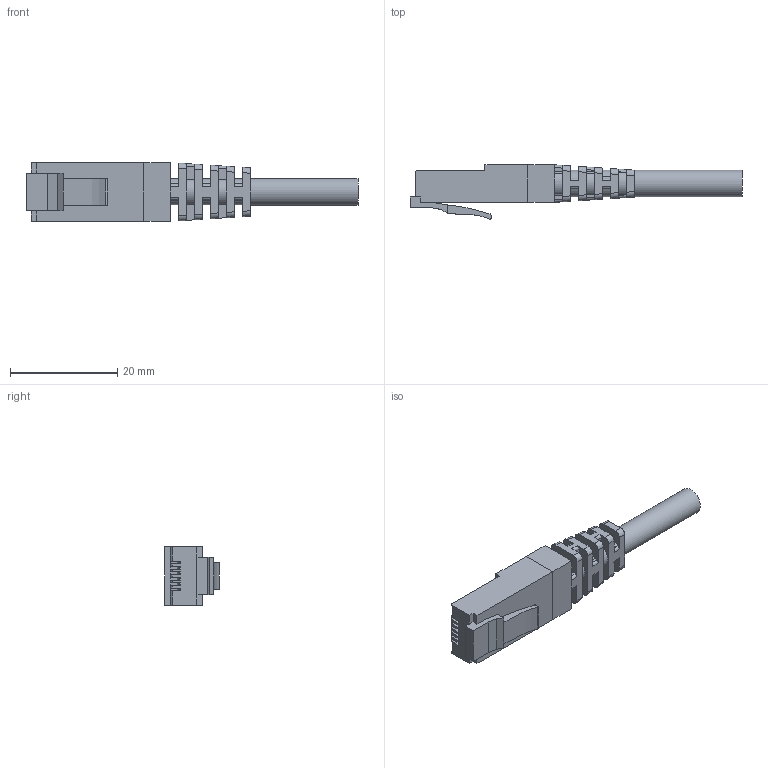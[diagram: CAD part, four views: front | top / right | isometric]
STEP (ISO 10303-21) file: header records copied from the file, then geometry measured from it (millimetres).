
FILE_DESCRIPTION(/* description */ (''),/* implementation_level */ '2;1');
FILE_NAME(/* name */ 'ethernet_assem(Step_ap214)_v2.step',/* time_stamp */ '2023-01-15T11:57:00-08:00',/* author */ (''),/* organization */ (''),/* preprocessor_version */ 'ST-DEVELOPER v19.2',/* originating_system */ 'Autodesk Translation Framework v11.17.0.187',/* authorisation */ '');
FILE_SCHEMA (('AUTOMOTIVE_DESIGN { 1 0 10303 214 3 1 1 }'));
Length unit declared in the file: millimetre
Products named in the file (4): ethernet_assem(Step_ap214); male_main_head_Varsaylan; ethernet_pin_Varsaylan; cable_Varsaylan
Assembly tree (8 placements, depth 2):
  ethernet_assem(Step_ap214)
    ethernet_pin_Varsaylan  x6
    male_main_head_Varsaylan
    cable_Varsaylan
Bounding box: 62 x 10.14 x 11 mm (x, y, z)
Volume: 2860.2 mm3; surface area: 3147.2 mm2
Topology: 8 solids, 8 shells, 295 faces, 807 edges, 526 vertices
Faces by surface type: plane 207, cylinder 86, bspline 2
Full cylindrical faces by diameter (mm): 0.5 x6, 5 x1
Entity records: 8051 total; most frequent: CARTESIAN_POINT 1418, ORIENTED_EDGE 1374, DIRECTION 1353, EDGE_CURVE 687, LINE 527, VECTOR 527, VERTEX_POINT 446, AXIS2_PLACEMENT_3D 413
